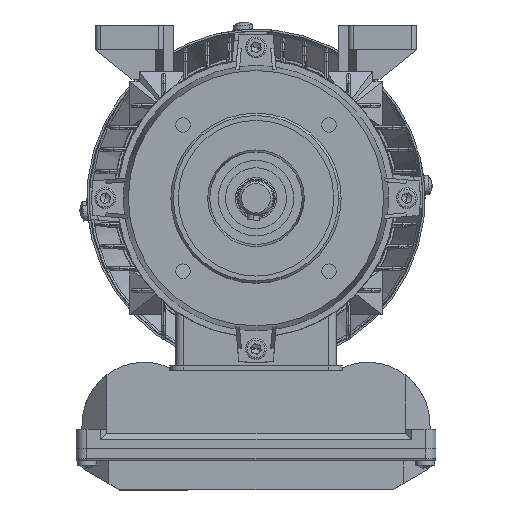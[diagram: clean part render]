
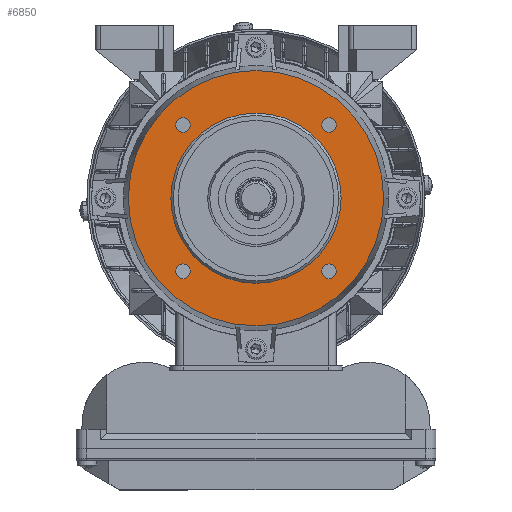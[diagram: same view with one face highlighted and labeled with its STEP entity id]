
A CAD part, front view. The second image highlights one B-rep face of the part: STEP entity #6850.
In plain terms, the highlighted face is planar.
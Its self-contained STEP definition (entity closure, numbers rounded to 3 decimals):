
#3650 = VERTEX_POINT ( 'NONE', #95932 ) ;
#3695 = VERTEX_POINT ( 'NONE', #95995 ) ;
#3697 = EDGE_CURVE ( 'NONE', #3695, #3698, #95994, .T. ) ;
#3698 = VERTEX_POINT ( 'NONE', #95989 ) ;
#3702 = EDGE_CURVE ( 'NONE', #3650, #3703, #95984, .T. ) ;
#3703 = VERTEX_POINT ( 'NONE', #95979 ) ;
#3714 = VERTEX_POINT ( 'NONE', #96016 ) ;
#3716 = EDGE_CURVE ( 'NONE', #3714, #3717, #96015, .T. ) ;
#3717 = VERTEX_POINT ( 'NONE', #96010 ) ;
#3761 = VERTEX_POINT ( 'NONE', #96114 ) ;
#3763 = EDGE_CURVE ( 'NONE', #3761, #3764, #96113, .T. ) ;
#3764 = VERTEX_POINT ( 'NONE', #96108 ) ;
#3997 = VERTEX_POINT ( 'NONE', #96577 ) ;
#3999 = EDGE_CURVE ( 'NONE', #4054, #3997, #96575, .T. ) ;
#4023 = EDGE_CURVE ( 'NONE', #4024, #4025, #96642, .T. ) ;
#4024 = VERTEX_POINT ( 'NONE', #96632 ) ;
#4025 = VERTEX_POINT ( 'NONE', #96631 ) ;
#4054 = VERTEX_POINT ( 'NONE', #96682 ) ;
#6841 = EDGE_LOOP ( 'NONE', ( #6842, #6900 ) ) ;
#6842 = ORIENTED_EDGE ( 'NONE', *, *, #4023, .F. ) ;
#6850 = ADVANCED_FACE ( 'NONE', ( #101971, #101970, #101969, #101968, #101967, #101966 ), #101965, .T. ) ;
#6851 = EDGE_LOOP ( 'NONE', ( #6852, #6854 ) ) ;
#6852 = ORIENTED_EDGE ( 'NONE', *, *, #6853, .F. ) ;
#6853 = EDGE_CURVE ( 'NONE', #3703, #3650, #101963, .T. ) ;
#6854 = ORIENTED_EDGE ( 'NONE', *, *, #3702, .F. ) ;
#6855 = EDGE_LOOP ( 'NONE', ( #6856, #6913 ) ) ;
#6856 = ORIENTED_EDGE ( 'NONE', *, *, #6912, .F. ) ;
#6867 = EDGE_CURVE ( 'NONE', #3997, #4054, #102016, .T. ) ;
#6900 = ORIENTED_EDGE ( 'NONE', *, *, #6901, .F. ) ;
#6901 = EDGE_CURVE ( 'NONE', #4025, #4024, #101996, .T. ) ;
#6902 = EDGE_LOOP ( 'NONE', ( #6903, #6904 ) ) ;
#6903 = ORIENTED_EDGE ( 'NONE', *, *, #3999, .T. ) ;
#6904 = ORIENTED_EDGE ( 'NONE', *, *, #6867, .T. ) ;
#6912 = EDGE_CURVE ( 'NONE', #3717, #3714, #102044, .T. ) ;
#6913 = ORIENTED_EDGE ( 'NONE', *, *, #3716, .F. ) ;
#6914 = EDGE_LOOP ( 'NONE', ( #6915, #6917 ) ) ;
#6915 = ORIENTED_EDGE ( 'NONE', *, *, #6916, .F. ) ;
#6916 = EDGE_CURVE ( 'NONE', #3698, #3695, #102039, .T. ) ;
#6917 = ORIENTED_EDGE ( 'NONE', *, *, #3697, .F. ) ;
#6918 = EDGE_LOOP ( 'NONE', ( #6919, #6921 ) ) ;
#6919 = ORIENTED_EDGE ( 'NONE', *, *, #6920, .F. ) ;
#6920 = EDGE_CURVE ( 'NONE', #3764, #3761, #102035, .T. ) ;
#6921 = ORIENTED_EDGE ( 'NONE', *, *, #3763, .F. ) ;
#95932 = CARTESIAN_POINT ( 'NONE',  ( -33.052, 30.052, 31. ) ) ;
#95979 = CARTESIAN_POINT ( 'NONE',  ( -27.052, 30.052, 31. ) ) ;
#95980 = DIRECTION ( 'NONE',  ( 1., 0., 0. ) ) ;
#95981 = DIRECTION ( 'NONE',  ( 0., 0., 1. ) ) ;
#95982 = CARTESIAN_POINT ( 'NONE',  ( -30.052, 30.052, 31. ) ) ;
#95983 = AXIS2_PLACEMENT_3D ( 'NONE', #95982, #95981, #95980 ) ;
#95984 = CIRCLE ( 'NONE', #95983, 3. ) ;
#95989 = CARTESIAN_POINT ( 'NONE',  ( 33.052, -30.052, 31. ) ) ;
#95990 = DIRECTION ( 'NONE',  ( 1., 0., 0. ) ) ;
#95991 = DIRECTION ( 'NONE',  ( 0., 0., 1. ) ) ;
#95992 = CARTESIAN_POINT ( 'NONE',  ( 30.052, -30.052, 31. ) ) ;
#95993 = AXIS2_PLACEMENT_3D ( 'NONE', #95992, #95991, #95990 ) ;
#95994 = CIRCLE ( 'NONE', #95993, 3. ) ;
#95995 = CARTESIAN_POINT ( 'NONE',  ( 27.052, -30.052, 31. ) ) ;
#96010 = CARTESIAN_POINT ( 'NONE',  ( -27.052, -30.052, 31. ) ) ;
#96011 = DIRECTION ( 'NONE',  ( 1., 0., 0. ) ) ;
#96012 = DIRECTION ( 'NONE',  ( 0., 0., 1. ) ) ;
#96013 = CARTESIAN_POINT ( 'NONE',  ( -30.052, -30.052, 31. ) ) ;
#96014 = AXIS2_PLACEMENT_3D ( 'NONE', #96013, #96012, #96011 ) ;
#96015 = CIRCLE ( 'NONE', #96014, 3. ) ;
#96016 = CARTESIAN_POINT ( 'NONE',  ( -33.052, -30.052, 31. ) ) ;
#96108 = CARTESIAN_POINT ( 'NONE',  ( 33.052, 30.052, 31. ) ) ;
#96109 = DIRECTION ( 'NONE',  ( 1., 0., 0. ) ) ;
#96110 = DIRECTION ( 'NONE',  ( 0., 0., 1. ) ) ;
#96111 = CARTESIAN_POINT ( 'NONE',  ( 30.052, 30.052, 31. ) ) ;
#96112 = AXIS2_PLACEMENT_3D ( 'NONE', #96111, #96110, #96109 ) ;
#96113 = CIRCLE ( 'NONE', #96112, 3. ) ;
#96114 = CARTESIAN_POINT ( 'NONE',  ( 27.052, 30.052, 31. ) ) ;
#96571 = DIRECTION ( 'NONE',  ( -1., 0., 0. ) ) ;
#96572 = DIRECTION ( 'NONE',  ( 0., 0., -1. ) ) ;
#96573 = CARTESIAN_POINT ( 'NONE',  ( 0., 0., 31. ) ) ;
#96574 = AXIS2_PLACEMENT_3D ( 'NONE', #96573, #96572, #96571 ) ;
#96575 = CIRCLE ( 'NONE', #96574, 35. ) ;
#96577 = CARTESIAN_POINT ( 'NONE',  ( 35., 0., 31. ) ) ;
#96631 = CARTESIAN_POINT ( 'NONE',  ( 52.5, 0., 31. ) ) ;
#96632 = CARTESIAN_POINT ( 'NONE',  ( -52.5, 0., 31. ) ) ;
#96633 = DIRECTION ( 'NONE',  ( -1., 0., 0. ) ) ;
#96634 = DIRECTION ( 'NONE',  ( 0., 0., -1. ) ) ;
#96635 = CARTESIAN_POINT ( 'NONE',  ( 0., 0., 31. ) ) ;
#96636 = AXIS2_PLACEMENT_3D ( 'NONE', #96635, #96634, #96633 ) ;
#96642 = CIRCLE ( 'NONE', #96636, 52.5 ) ;
#96682 = CARTESIAN_POINT ( 'NONE',  ( -35., 0., 31. ) ) ;
#101956 = DIRECTION ( 'NONE',  ( 1., 0., 0. ) ) ;
#101957 = DIRECTION ( 'NONE',  ( 0., 0., 1. ) ) ;
#101958 = CARTESIAN_POINT ( 'NONE',  ( -30.052, 30.052, 31. ) ) ;
#101959 = AXIS2_PLACEMENT_3D ( 'NONE', #101958, #101957, #101956 ) ;
#101960 = DIRECTION ( 'NONE',  ( 1., 0., 0. ) ) ;
#101961 = DIRECTION ( 'NONE',  ( 0., 0., 1. ) ) ;
#101962 = AXIS2_PLACEMENT_3D ( 'NONE', #101964, #101961, #101960 ) ;
#101963 = CIRCLE ( 'NONE', #101959, 3. ) ;
#101964 = CARTESIAN_POINT ( 'NONE',  ( -52.5, 0., 31. ) ) ;
#101965 = PLANE ( 'NONE',  #101962 ) ;
#101966 = FACE_BOUND ( 'NONE', #6902, .T. ) ;
#101967 = FACE_OUTER_BOUND ( 'NONE', #6841, .T. ) ;
#101968 = FACE_BOUND ( 'NONE', #6918, .T. ) ;
#101969 = FACE_BOUND ( 'NONE', #6914, .T. ) ;
#101970 = FACE_BOUND ( 'NONE', #6855, .T. ) ;
#101971 = FACE_BOUND ( 'NONE', #6851, .T. ) ;
#101992 = DIRECTION ( 'NONE',  ( -1., 0., 0. ) ) ;
#101993 = DIRECTION ( 'NONE',  ( 0., 0., -1. ) ) ;
#101994 = CARTESIAN_POINT ( 'NONE',  ( 0., 0., 31. ) ) ;
#101995 = AXIS2_PLACEMENT_3D ( 'NONE', #101994, #101993, #101992 ) ;
#101996 = CIRCLE ( 'NONE', #101995, 52.5 ) ;
#102008 = DIRECTION ( 'NONE',  ( -1., 0., 0. ) ) ;
#102009 = DIRECTION ( 'NONE',  ( 0., 0., -1. ) ) ;
#102010 = CARTESIAN_POINT ( 'NONE',  ( 0., 0., 31. ) ) ;
#102011 = AXIS2_PLACEMENT_3D ( 'NONE', #102010, #102009, #102008 ) ;
#102016 = CIRCLE ( 'NONE', #102011, 35. ) ;
#102030 = DIRECTION ( 'NONE',  ( 1., 0., 0. ) ) ;
#102032 = DIRECTION ( 'NONE',  ( 0., 0., 1. ) ) ;
#102033 = CARTESIAN_POINT ( 'NONE',  ( 30.052, 30.052, 31. ) ) ;
#102034 = AXIS2_PLACEMENT_3D ( 'NONE', #102033, #102032, #102030 ) ;
#102035 = CIRCLE ( 'NONE', #102034, 3. ) ;
#102036 = DIRECTION ( 'NONE',  ( 1., 0., 0. ) ) ;
#102037 = DIRECTION ( 'NONE',  ( 0., 0., 1. ) ) ;
#102038 = AXIS2_PLACEMENT_3D ( 'NONE', #102045, #102037, #102036 ) ;
#102039 = CIRCLE ( 'NONE', #102038, 3. ) ;
#102040 = DIRECTION ( 'NONE',  ( 1., 0., 0. ) ) ;
#102041 = DIRECTION ( 'NONE',  ( 0., 0., 1. ) ) ;
#102042 = CARTESIAN_POINT ( 'NONE',  ( -30.052, -30.052, 31. ) ) ;
#102043 = AXIS2_PLACEMENT_3D ( 'NONE', #102042, #102041, #102040 ) ;
#102044 = CIRCLE ( 'NONE', #102043, 3. ) ;
#102045 = CARTESIAN_POINT ( 'NONE',  ( 30.052, -30.052, 31. ) ) ;
